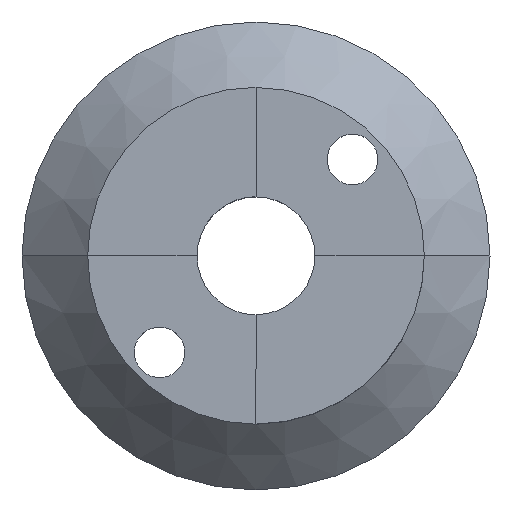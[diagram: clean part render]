
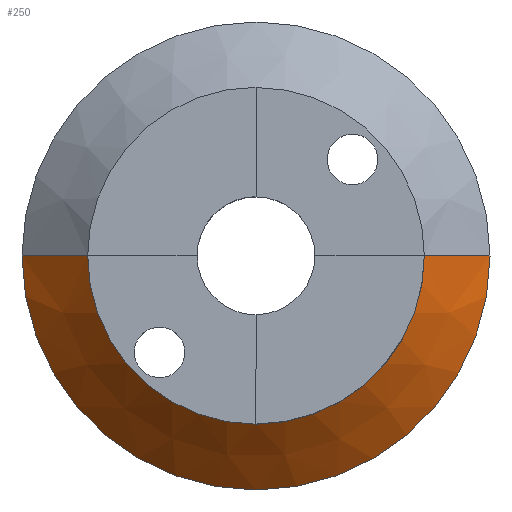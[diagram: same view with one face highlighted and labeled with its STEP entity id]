
A CAD part, top view. The second image highlights one B-rep face of the part: STEP entity #250.
In plain terms, the highlighted conical face has half-angle 45 degrees and reference radius 13.9 mm.
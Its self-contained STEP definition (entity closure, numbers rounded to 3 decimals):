
#13 = AXIS2_PLACEMENT_3D ( 'NONE', #248, #83, #697 ) ;
#64 = CARTESIAN_POINT ( 'NONE',  ( -10., 0., 1.9 ) ) ;
#74 = CARTESIAN_POINT ( 'NONE',  ( 0., 0., 1.9 ) ) ;
#83 = DIRECTION ( 'NONE',  ( 0., 0., -1. ) ) ;
#153 = VECTOR ( 'NONE', #487, 1000. ) ;
#164 = ORIENTED_EDGE ( 'NONE', *, *, #478, .F. ) ;
#169 = LINE ( 'NONE', #537, #153 ) ;
#180 = CARTESIAN_POINT ( 'NONE',  ( 13.9, 0., -2. ) ) ;
#238 = CIRCLE ( 'NONE', #13, 13.9 ) ;
#240 = DIRECTION ( 'NONE',  ( 0.707, 0., -0.707 ) ) ;
#248 = CARTESIAN_POINT ( 'NONE',  ( 0., 0., -2. ) ) ;
#250 = ADVANCED_FACE ( 'NONE', ( #670 ), #689, .T. ) ;
#280 = EDGE_CURVE ( 'NONE', #492, #667, #169, .T. ) ;
#282 = CARTESIAN_POINT ( 'NONE',  ( 10., 0., 1.9 ) ) ;
#283 = VERTEX_POINT ( 'NONE', #338 ) ;
#321 = AXIS2_PLACEMENT_3D ( 'NONE', #539, #385, #389 ) ;
#338 = CARTESIAN_POINT ( 'NONE',  ( 13.9, 0., -2. ) ) ;
#339 = VERTEX_POINT ( 'NONE', #282 ) ;
#343 = ORIENTED_EDGE ( 'NONE', *, *, #540, .F. ) ;
#359 = ORIENTED_EDGE ( 'NONE', *, *, #280, .T. ) ;
#365 = CARTESIAN_POINT ( 'NONE',  ( -13.9, 0., -2. ) ) ;
#385 = DIRECTION ( 'NONE',  ( 0., 0., -1. ) ) ;
#389 = DIRECTION ( 'NONE',  ( 1., 0., 0. ) ) ;
#469 = DIRECTION ( 'NONE',  ( 1., 0., 0. ) ) ;
#478 = EDGE_CURVE ( 'NONE', #339, #283, #618, .T. ) ;
#487 = DIRECTION ( 'NONE',  ( -0.707, 0., -0.707 ) ) ;
#492 = VERTEX_POINT ( 'NONE', #64 ) ;
#494 = AXIS2_PLACEMENT_3D ( 'NONE', #74, #518, #469 ) ;
#518 = DIRECTION ( 'NONE',  ( 0., 0., 1. ) ) ;
#537 = CARTESIAN_POINT ( 'NONE',  ( -13.9, 0., -2. ) ) ;
#539 = CARTESIAN_POINT ( 'NONE',  ( 0., 0., -2. ) ) ;
#540 = EDGE_CURVE ( 'NONE', #283, #667, #238, .T. ) ;
#566 = EDGE_LOOP ( 'NONE', ( #675, #359, #343, #164 ) ) ;
#569 = VECTOR ( 'NONE', #240, 1000. ) ;
#594 = EDGE_CURVE ( 'NONE', #492, #339, #625, .T. ) ;
#618 = LINE ( 'NONE', #180, #569 ) ;
#625 = CIRCLE ( 'NONE', #494, 10. ) ;
#667 = VERTEX_POINT ( 'NONE', #365 ) ;
#670 = FACE_OUTER_BOUND ( 'NONE', #566, .T. ) ;
#675 = ORIENTED_EDGE ( 'NONE', *, *, #594, .F. ) ;
#689 = CONICAL_SURFACE ( 'NONE', #321, 13.9, 0.785 ) ;
#697 = DIRECTION ( 'NONE',  ( 1., 0., 0. ) ) ;
